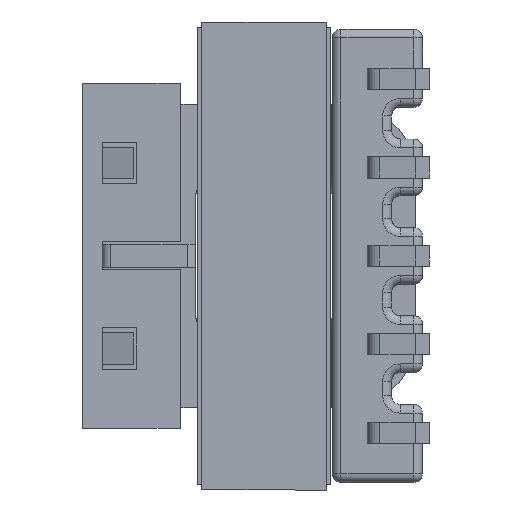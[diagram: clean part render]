
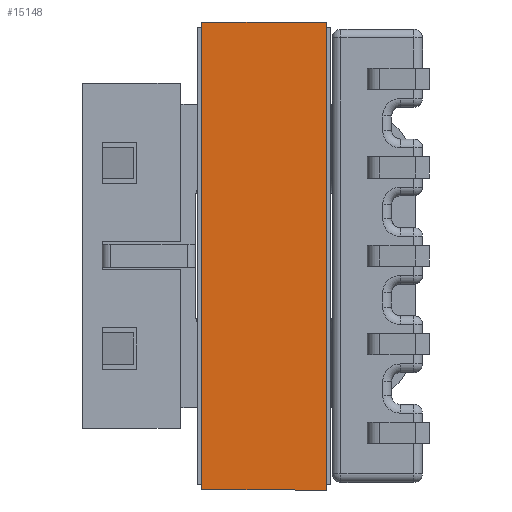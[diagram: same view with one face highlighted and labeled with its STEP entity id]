
A CAD part, left-side view. The second image highlights one B-rep face of the part: STEP entity #15148.
In plain terms, the highlighted planar face has unit normal (-1, 0, 0).
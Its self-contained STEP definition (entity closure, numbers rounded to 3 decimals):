
#178 = ORIENTED_EDGE ( 'NONE', *, *, #4079, .F. ) ;
#273 = CARTESIAN_POINT ( 'NONE',  ( -0.16, -13.26, -3.56 ) ) ;
#2057 = DIRECTION ( 'NONE',  ( 0., -1., 0. ) ) ;
#2220 = DIRECTION ( 'NONE',  ( 0., 0., 1. ) ) ;
#2763 = EDGE_CURVE ( 'NONE', #8416, #8715, #12914, .T. ) ;
#3180 = ORIENTED_EDGE ( 'NONE', *, *, #17863, .T. ) ;
#4079 = EDGE_CURVE ( 'NONE', #17936, #14660, #17472, .T. ) ;
#4489 = EDGE_CURVE ( 'NONE', #14660, #8715, #13318, .T. ) ;
#4976 = CARTESIAN_POINT ( 'NONE',  ( -0.16, -13.26, -3.56 ) ) ;
#5031 = LINE ( 'NONE', #11843, #16710 ) ;
#5180 = DIRECTION ( 'NONE',  ( 0., -1., 0. ) ) ;
#5535 = AXIS2_PLACEMENT_3D ( 'NONE', #4976, #10776, #2057 ) ;
#6321 = EDGE_LOOP ( 'NONE', ( #6412, #178, #3180, #8592 ) ) ;
#6412 = ORIENTED_EDGE ( 'NONE', *, *, #4489, .F. ) ;
#6564 = PLANE ( 'NONE',  #5535 ) ;
#7535 = DIRECTION ( 'NONE',  ( 0., 0., 1. ) ) ;
#8416 = VERTEX_POINT ( 'NONE', #273 ) ;
#8592 = ORIENTED_EDGE ( 'NONE', *, *, #2763, .T. ) ;
#8715 = VERTEX_POINT ( 'NONE', #15230 ) ;
#9107 = FACE_OUTER_BOUND ( 'NONE', #6321, .T. ) ;
#9279 = CARTESIAN_POINT ( 'NONE',  ( -0.16, 0.16, -3.56 ) ) ;
#9579 = CARTESIAN_POINT ( 'NONE',  ( -0.16, -13.26, 0. ) ) ;
#10776 = DIRECTION ( 'NONE',  ( -1., 0., 0. ) ) ;
#11004 = CARTESIAN_POINT ( 'NONE',  ( -0.16, 0.16, 0. ) ) ;
#11843 = CARTESIAN_POINT ( 'NONE',  ( -0.16, -13.26, -3.56 ) ) ;
#11989 = VECTOR ( 'NONE', #7535, 1000. ) ;
#12480 = CARTESIAN_POINT ( 'NONE',  ( -0.16, 0.16, -3.56 ) ) ;
#12914 = LINE ( 'NONE', #16515, #11989 ) ;
#13318 = LINE ( 'NONE', #9579, #16770 ) ;
#14660 = VERTEX_POINT ( 'NONE', #11004 ) ;
#15148 = ADVANCED_FACE ( 'NONE', ( #9107 ), #6564, .T. ) ;
#15230 = CARTESIAN_POINT ( 'NONE',  ( -0.16, -13.26, 0. ) ) ;
#16389 = DIRECTION ( 'NONE',  ( 0., -1., 0. ) ) ;
#16515 = CARTESIAN_POINT ( 'NONE',  ( -0.16, -13.26, -3.56 ) ) ;
#16710 = VECTOR ( 'NONE', #16389, 1000. ) ;
#16770 = VECTOR ( 'NONE', #5180, 1000. ) ;
#17472 = LINE ( 'NONE', #12480, #18886 ) ;
#17863 = EDGE_CURVE ( 'NONE', #17936, #8416, #5031, .T. ) ;
#17936 = VERTEX_POINT ( 'NONE', #9279 ) ;
#18886 = VECTOR ( 'NONE', #2220, 1000. ) ;
